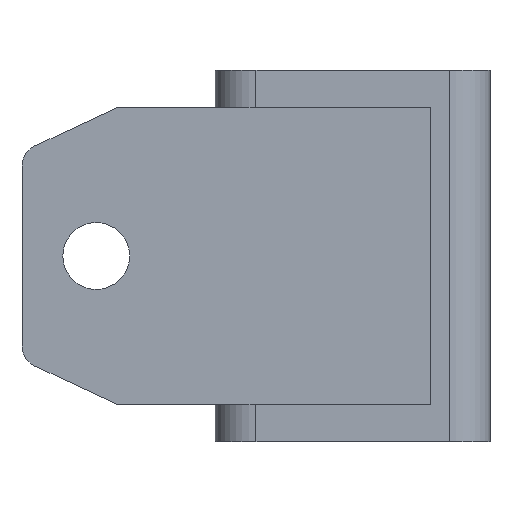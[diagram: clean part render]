
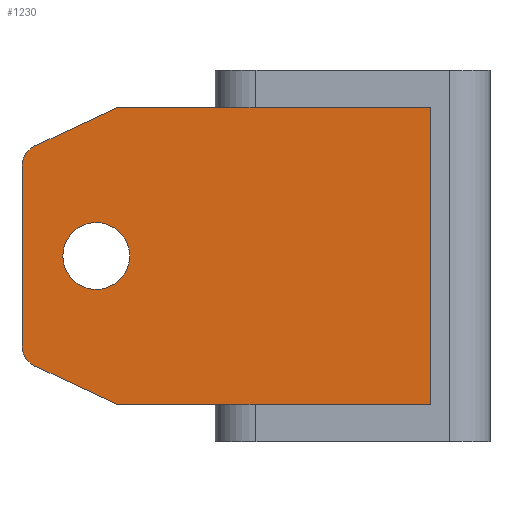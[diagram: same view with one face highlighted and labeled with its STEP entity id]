
A CAD part, left-side view. The second image highlights one B-rep face of the part: STEP entity #1230.
In plain terms, the highlighted planar face has unit normal (-1, 0, 0).
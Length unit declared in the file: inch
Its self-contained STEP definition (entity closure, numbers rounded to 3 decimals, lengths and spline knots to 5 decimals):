
#116 = DIRECTION ( 'NONE',  ( 0., 1., 0. ) ) ;
#196 = LINE ( 'NONE', #1093, #1089 ) ;
#248 = AXIS2_PLACEMENT_3D ( 'NONE', #2574, #541, #1275 ) ;
#264 = CARTESIAN_POINT ( 'NONE',  ( -0.9311, 1.24539, 0.7874 ) ) ;
#298 = AXIS2_PLACEMENT_3D ( 'NONE', #1842, #2314, #2134 ) ;
#317 = DIRECTION ( 'NONE',  ( 1., 0., 0. ) ) ;
#328 = CARTESIAN_POINT ( 'NONE',  ( -0.9311, -0.41339, 0. ) ) ;
#334 = CIRCLE ( 'NONE', #433, 0.17717 ) ;
#336 = LINE ( 'NONE', #2365, #1268 ) ;
#389 = ORIENTED_EDGE ( 'NONE', *, *, #1713, .F. ) ;
#391 = EDGE_CURVE ( 'NONE', #1100, #1863, #2442, .T. ) ;
#429 = CARTESIAN_POINT ( 'NONE',  ( -0.9311, -0.41339, 0.7874 ) ) ;
#433 = AXIS2_PLACEMENT_3D ( 'NONE', #1102, #2488, #1550 ) ;
#451 = VERTEX_POINT ( 'NONE', #2011 ) ;
#455 = ORIENTED_EDGE ( 'NONE', *, *, #2715, .T. ) ;
#469 = CARTESIAN_POINT ( 'NONE',  ( -0.9311, -0.41339, 0.7874 ) ) ;
#516 = ORIENTED_EDGE ( 'NONE', *, *, #1839, .T. ) ;
#541 = DIRECTION ( 'NONE',  ( 1., 0., 0. ) ) ;
#549 = ORIENTED_EDGE ( 'NONE', *, *, #2605, .T. ) ;
#555 = LINE ( 'NONE', #1458, #758 ) ;
#685 = CARTESIAN_POINT ( 'NONE',  ( -0.9311, 1.68377, 0.58298 ) ) ;
#743 = EDGE_CURVE ( 'NONE', #1665, #1939, #1774, .T. ) ;
#758 = VECTOR ( 'NONE', #2350, 39.37008 ) ;
#767 = VERTEX_POINT ( 'NONE', #685 ) ;
#838 = EDGE_LOOP ( 'NONE', ( #2534, #389, #2202, #455, #1814, #2236, #1562, #1266 ) ) ;
#840 = DIRECTION ( 'NONE',  ( 0., 0., 1. ) ) ;
#944 = CIRCLE ( 'NONE', #248, 0.11811 ) ;
#983 = FACE_OUTER_BOUND ( 'NONE', #838, .T. ) ;
#1005 = DIRECTION ( 'NONE',  ( 0., -0.906, -0.423 ) ) ;
#1014 = EDGE_CURVE ( 'NONE', #1863, #1939, #196, .T. ) ;
#1035 = VECTOR ( 'NONE', #2487, 39.37008 ) ;
#1036 = LINE ( 'NONE', #2126, #1092 ) ;
#1089 = VECTOR ( 'NONE', #2718, 39.37008 ) ;
#1092 = VECTOR ( 'NONE', #1005, 39.37008 ) ;
#1093 = CARTESIAN_POINT ( 'NONE',  ( -0.9311, -0.41339, 0. ) ) ;
#1100 = VERTEX_POINT ( 'NONE', #264 ) ;
#1102 = CARTESIAN_POINT ( 'NONE',  ( -0.9311, 1.35827, 0. ) ) ;
#1197 = EDGE_CURVE ( 'NONE', #2441, #2892, #2831, .T. ) ;
#1203 = DIRECTION ( 'NONE',  ( 0., -1., 0. ) ) ;
#1222 = FACE_BOUND ( 'NONE', #1669, .T. ) ;
#1230 = ADVANCED_FACE ( 'NONE', ( #1222, #983 ), #1656, .F. ) ;
#1247 = CARTESIAN_POINT ( 'NONE',  ( -0.9311, 1.24539, -0.7874 ) ) ;
#1266 = ORIENTED_EDGE ( 'NONE', *, *, #1301, .F. ) ;
#1268 = VECTOR ( 'NONE', #840, 39.37008 ) ;
#1275 = DIRECTION ( 'NONE',  ( 0., -1., 0. ) ) ;
#1301 = EDGE_CURVE ( 'NONE', #767, #1100, #555, .T. ) ;
#1458 = CARTESIAN_POINT ( 'NONE',  ( -0.9311, 0.18447, 1.28212 ) ) ;
#1497 = CARTESIAN_POINT ( 'NONE',  ( -0.9311, 1.75197, -0.47594 ) ) ;
#1550 = DIRECTION ( 'NONE',  ( 0., -1., 0. ) ) ;
#1562 = ORIENTED_EDGE ( 'NONE', *, *, #391, .F. ) ;
#1656 = PLANE ( 'NONE',  #2168 ) ;
#1665 = VERTEX_POINT ( 'NONE', #1247 ) ;
#1669 = EDGE_LOOP ( 'NONE', ( #549, #516 ) ) ;
#1713 = EDGE_CURVE ( 'NONE', #2892, #451, #336, .T. ) ;
#1764 = DIRECTION ( 'NONE',  ( 0., -1., 0. ) ) ;
#1774 = LINE ( 'NONE', #2199, #1035 ) ;
#1814 = ORIENTED_EDGE ( 'NONE', *, *, #743, .T. ) ;
#1839 = EDGE_CURVE ( 'NONE', #2521, #2431, #334, .T. ) ;
#1842 = CARTESIAN_POINT ( 'NONE',  ( -0.9311, 1.63386, -0.47594 ) ) ;
#1863 = VERTEX_POINT ( 'NONE', #469 ) ;
#1912 = CARTESIAN_POINT ( 'NONE',  ( -0.9311, 1.35827, 0. ) ) ;
#1939 = VERTEX_POINT ( 'NONE', #2098 ) ;
#2011 = CARTESIAN_POINT ( 'NONE',  ( -0.9311, 1.75197, 0.47594 ) ) ;
#2036 = AXIS2_PLACEMENT_3D ( 'NONE', #1912, #2839, #1203 ) ;
#2098 = CARTESIAN_POINT ( 'NONE',  ( -0.9311, -0.41339, -0.7874 ) ) ;
#2126 = CARTESIAN_POINT ( 'NONE',  ( -0.9311, 0.18447, -1.28212 ) ) ;
#2134 = DIRECTION ( 'NONE',  ( 0., -1., 0. ) ) ;
#2168 = AXIS2_PLACEMENT_3D ( 'NONE', #328, #317, #116 ) ;
#2187 = CARTESIAN_POINT ( 'NONE',  ( -0.9311, 1.53543, 0. ) ) ;
#2199 = CARTESIAN_POINT ( 'NONE',  ( -0.9311, -0.41339, -0.7874 ) ) ;
#2202 = ORIENTED_EDGE ( 'NONE', *, *, #1197, .F. ) ;
#2236 = ORIENTED_EDGE ( 'NONE', *, *, #1014, .F. ) ;
#2314 = DIRECTION ( 'NONE',  ( 1., 0., 0. ) ) ;
#2350 = DIRECTION ( 'NONE',  ( 0., -0.906, 0.423 ) ) ;
#2359 = EDGE_CURVE ( 'NONE', #451, #767, #944, .T. ) ;
#2365 = CARTESIAN_POINT ( 'NONE',  ( -0.9311, 1.75197, 0. ) ) ;
#2392 = CARTESIAN_POINT ( 'NONE',  ( -0.9311, 1.1811, 0. ) ) ;
#2431 = VERTEX_POINT ( 'NONE', #2392 ) ;
#2441 = VERTEX_POINT ( 'NONE', #2632 ) ;
#2442 = LINE ( 'NONE', #429, #2511 ) ;
#2460 = CIRCLE ( 'NONE', #2036, 0.17717 ) ;
#2487 = DIRECTION ( 'NONE',  ( 0., -1., 0. ) ) ;
#2488 = DIRECTION ( 'NONE',  ( 1., 0., 0. ) ) ;
#2511 = VECTOR ( 'NONE', #1764, 39.37008 ) ;
#2521 = VERTEX_POINT ( 'NONE', #2187 ) ;
#2534 = ORIENTED_EDGE ( 'NONE', *, *, #2359, .F. ) ;
#2574 = CARTESIAN_POINT ( 'NONE',  ( -0.9311, 1.63386, 0.47594 ) ) ;
#2605 = EDGE_CURVE ( 'NONE', #2431, #2521, #2460, .T. ) ;
#2632 = CARTESIAN_POINT ( 'NONE',  ( -0.9311, 1.68377, -0.58298 ) ) ;
#2715 = EDGE_CURVE ( 'NONE', #2441, #1665, #1036, .T. ) ;
#2718 = DIRECTION ( 'NONE',  ( 0., 0., -1. ) ) ;
#2831 = CIRCLE ( 'NONE', #298, 0.11811 ) ;
#2839 = DIRECTION ( 'NONE',  ( 1., 0., 0. ) ) ;
#2892 = VERTEX_POINT ( 'NONE', #1497 ) ;
